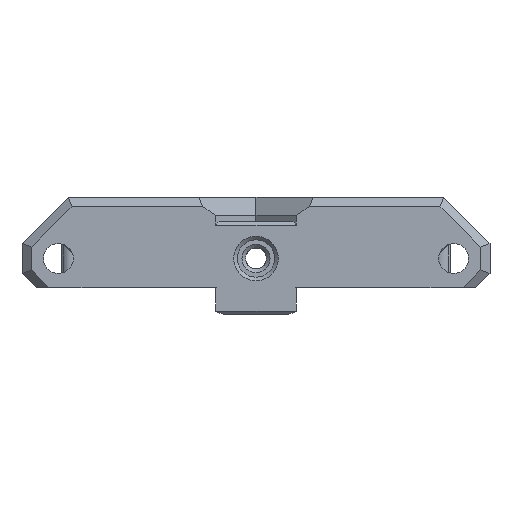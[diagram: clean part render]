
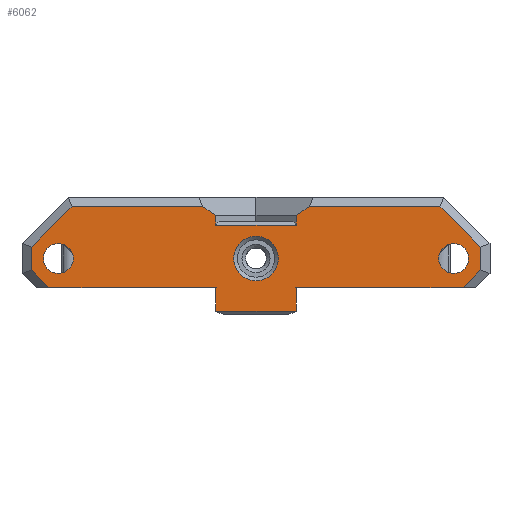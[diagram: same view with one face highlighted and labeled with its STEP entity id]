
A CAD part, front view. The second image highlights one B-rep face of the part: STEP entity #6062.
In plain terms, the highlighted planar face has unit normal (0, -1, 0).
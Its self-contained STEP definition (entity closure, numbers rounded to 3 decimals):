
#25=FACE_BOUND('',#972,.T.);
#26=FACE_BOUND('',#973,.T.);
#27=FACE_BOUND('',#974,.T.);
#85=PLANE('',#6479);
#418=CIRCLE('',#6477,2.45);
#420=CIRCLE('',#6480,1.65);
#421=CIRCLE('',#6481,1.65);
#618=FACE_OUTER_BOUND('',#971,.T.);
#971=EDGE_LOOP('',(#4686,#4687,#4688,#4689,#4690,#4691,#4692,#4693,#4694,
#4695,#4696,#4697,#4698,#4699,#4700,#4701,#4702,#4703));
#972=EDGE_LOOP('',(#4704));
#973=EDGE_LOOP('',(#4705));
#974=EDGE_LOOP('',(#4706));
#1434=LINE('',#9932,#2133);
#1437=LINE('',#9938,#2136);
#1480=LINE('',#10062,#2179);
#1481=LINE('',#10064,#2180);
#1482=LINE('',#10066,#2181);
#1483=LINE('',#10068,#2182);
#1484=LINE('',#10070,#2183);
#1485=LINE('',#10072,#2184);
#1486=LINE('',#10074,#2185);
#1487=LINE('',#10075,#2186);
#1488=LINE('',#10077,#2187);
#1489=LINE('',#10079,#2188);
#1490=LINE('',#10080,#2189);
#1491=LINE('',#10082,#2190);
#1492=LINE('',#10084,#2191);
#1493=LINE('',#10086,#2192);
#1494=LINE('',#10088,#2193);
#1495=LINE('',#10089,#2194);
#2133=VECTOR('',#7175,10.);
#2136=VECTOR('',#7178,10.);
#2179=VECTOR('',#7293,10.);
#2180=VECTOR('',#7294,10.);
#2181=VECTOR('',#7295,10.);
#2182=VECTOR('',#7296,10.);
#2183=VECTOR('',#7297,10.);
#2184=VECTOR('',#7298,10.);
#2185=VECTOR('',#7299,10.);
#2186=VECTOR('',#7300,10.);
#2187=VECTOR('',#7301,10.);
#2188=VECTOR('',#7302,10.);
#2189=VECTOR('',#7303,10.);
#2190=VECTOR('',#7304,10.);
#2191=VECTOR('',#7305,10.);
#2192=VECTOR('',#7306,10.);
#2193=VECTOR('',#7307,10.);
#2194=VECTOR('',#7308,10.);
#2879=VERTEX_POINT('',#9929);
#2880=VERTEX_POINT('',#9931);
#2882=VERTEX_POINT('',#9935);
#2883=VERTEX_POINT('',#9937);
#2917=VERTEX_POINT('',#10054);
#2919=VERTEX_POINT('',#10060);
#2920=VERTEX_POINT('',#10061);
#2921=VERTEX_POINT('',#10063);
#2922=VERTEX_POINT('',#10065);
#2923=VERTEX_POINT('',#10067);
#2924=VERTEX_POINT('',#10069);
#2925=VERTEX_POINT('',#10071);
#2926=VERTEX_POINT('',#10073);
#2927=VERTEX_POINT('',#10076);
#2928=VERTEX_POINT('',#10078);
#2929=VERTEX_POINT('',#10081);
#2930=VERTEX_POINT('',#10083);
#2931=VERTEX_POINT('',#10085);
#2932=VERTEX_POINT('',#10087);
#2933=VERTEX_POINT('',#10090);
#2934=VERTEX_POINT('',#10092);
#3512=EDGE_CURVE('',#2879,#2880,#1434,.T.);
#3515=EDGE_CURVE('',#2882,#2883,#1437,.T.);
#3569=EDGE_CURVE('',#2917,#2917,#418,.T.);
#3572=EDGE_CURVE('',#2919,#2920,#1480,.T.);
#3573=EDGE_CURVE('',#2921,#2919,#1481,.T.);
#3574=EDGE_CURVE('',#2921,#2922,#1482,.T.);
#3575=EDGE_CURVE('',#2923,#2922,#1483,.T.);
#3576=EDGE_CURVE('',#2924,#2923,#1484,.T.);
#3577=EDGE_CURVE('',#2925,#2924,#1485,.T.);
#3578=EDGE_CURVE('',#2926,#2925,#1486,.T.);
#3579=EDGE_CURVE('',#2883,#2926,#1487,.T.);
#3580=EDGE_CURVE('',#2882,#2927,#1488,.T.);
#3581=EDGE_CURVE('',#2928,#2927,#1489,.T.);
#3582=EDGE_CURVE('',#2880,#2928,#1490,.T.);
#3583=EDGE_CURVE('',#2929,#2879,#1491,.T.);
#3584=EDGE_CURVE('',#2930,#2929,#1492,.T.);
#3585=EDGE_CURVE('',#2931,#2930,#1493,.T.);
#3586=EDGE_CURVE('',#2932,#2931,#1494,.T.);
#3587=EDGE_CURVE('',#2920,#2932,#1495,.T.);
#3588=EDGE_CURVE('',#2933,#2933,#420,.T.);
#3589=EDGE_CURVE('',#2934,#2934,#421,.T.);
#4686=ORIENTED_EDGE('',*,*,#3572,.F.);
#4687=ORIENTED_EDGE('',*,*,#3573,.F.);
#4688=ORIENTED_EDGE('',*,*,#3574,.T.);
#4689=ORIENTED_EDGE('',*,*,#3575,.F.);
#4690=ORIENTED_EDGE('',*,*,#3576,.F.);
#4691=ORIENTED_EDGE('',*,*,#3577,.F.);
#4692=ORIENTED_EDGE('',*,*,#3578,.F.);
#4693=ORIENTED_EDGE('',*,*,#3579,.F.);
#4694=ORIENTED_EDGE('',*,*,#3515,.F.);
#4695=ORIENTED_EDGE('',*,*,#3580,.T.);
#4696=ORIENTED_EDGE('',*,*,#3581,.F.);
#4697=ORIENTED_EDGE('',*,*,#3582,.F.);
#4698=ORIENTED_EDGE('',*,*,#3512,.F.);
#4699=ORIENTED_EDGE('',*,*,#3583,.F.);
#4700=ORIENTED_EDGE('',*,*,#3584,.F.);
#4701=ORIENTED_EDGE('',*,*,#3585,.F.);
#4702=ORIENTED_EDGE('',*,*,#3586,.F.);
#4703=ORIENTED_EDGE('',*,*,#3587,.F.);
#4704=ORIENTED_EDGE('',*,*,#3588,.T.);
#4705=ORIENTED_EDGE('',*,*,#3589,.T.);
#4706=ORIENTED_EDGE('',*,*,#3569,.F.);
#6062=ADVANCED_FACE('',(#618,#25,#26,#27),#85,.T.);
#6477=AXIS2_PLACEMENT_3D('',#10055,#7286,#7287);
#6479=AXIS2_PLACEMENT_3D('',#10059,#7291,#7292);
#6480=AXIS2_PLACEMENT_3D('',#10091,#7309,#7310);
#6481=AXIS2_PLACEMENT_3D('',#10093,#7311,#7312);
#7175=DIRECTION('',(-1.,0.,0.));
#7178=DIRECTION('',(-1.,0.,0.));
#7286=DIRECTION('center_axis',(0.,-1.,0.));
#7287=DIRECTION('ref_axis',(1.,0.,0.));
#7291=DIRECTION('center_axis',(0.,-1.,0.));
#7292=DIRECTION('ref_axis',(1.,0.,0.));
#7293=DIRECTION('',(0.,0.,1.));
#7294=DIRECTION('',(1.,0.,0.));
#7295=DIRECTION('',(0.,0.,1.));
#7296=DIRECTION('',(0.816,0.,-0.577));
#7297=DIRECTION('',(1.,0.,0.));
#7298=DIRECTION('',(0.707,0.,0.707));
#7299=DIRECTION('',(0.,0.,1.));
#7300=DIRECTION('',(-0.707,0.,0.707));
#7301=DIRECTION('',(0.,0.,-1.));
#7302=DIRECTION('',(-1.,0.,0.));
#7303=DIRECTION('',(0.,0.,-1.));
#7304=DIRECTION('',(-0.707,0.,-0.707));
#7305=DIRECTION('',(0.,0.,-1.));
#7306=DIRECTION('',(0.707,0.,-0.707));
#7307=DIRECTION('',(1.,0.,0.));
#7308=DIRECTION('',(0.816,0.,0.577));
#7309=DIRECTION('center_axis',(0.,1.,0.));
#7310=DIRECTION('ref_axis',(1.,0.,0.));
#7311=DIRECTION('center_axis',(0.,1.,0.));
#7312=DIRECTION('ref_axis',(1.,0.,0.));
#9929=CARTESIAN_POINT('',(22.793,-31.825,2.4));
#9931=CARTESIAN_POINT('',(4.454,-31.825,2.4));
#9932=CARTESIAN_POINT('',(1.114,-31.825,2.4));
#9935=CARTESIAN_POINT('',(-4.454,-31.825,2.4));
#9937=CARTESIAN_POINT('',(-22.793,-31.825,2.4));
#9938=CARTESIAN_POINT('',(1.114,-31.825,2.4));
#10054=CARTESIAN_POINT('',(-2.45,-31.825,5.6));
#10055=CARTESIAN_POINT('Origin',(0.,-31.825,
5.6));
#10059=CARTESIAN_POINT('Origin',(-14.396,-31.825,9.85));
#10060=CARTESIAN_POINT('',(4.454,-31.825,9.25));
#10061=CARTESIAN_POINT('',(4.454,-31.825,10.35));
#10062=CARTESIAN_POINT('',(4.454,-31.825,9.85));
#10063=CARTESIAN_POINT('',(-4.454,-31.825,9.25));
#10064=CARTESIAN_POINT('',(-7.198,-31.825,9.25));
#10065=CARTESIAN_POINT('',(-4.454,-31.825,10.35));
#10066=CARTESIAN_POINT('',(-4.454,-31.825,9.85));
#10067=CARTESIAN_POINT('',(-5.869,-31.825,11.35));
#10068=CARTESIAN_POINT('',(-5.924,-31.825,11.389));
#10069=CARTESIAN_POINT('',(-20.243,-31.825,11.35));
#10070=CARTESIAN_POINT('',(-7.198,-31.825,11.35));
#10071=CARTESIAN_POINT('',(-24.75,-31.825,6.843));
#10072=CARTESIAN_POINT('',(-19.393,-31.825,12.199));
#10073=CARTESIAN_POINT('',(-24.75,-31.825,4.357));
#10074=CARTESIAN_POINT('',(-24.75,-31.825,6.897));
#10075=CARTESIAN_POINT('',(-22.909,-31.825,2.517));
#10076=CARTESIAN_POINT('',(-4.454,-31.825,-0.2));
#10077=CARTESIAN_POINT('',(-4.454,-31.825,2.4));
#10078=CARTESIAN_POINT('',(4.454,-31.825,-0.2));
#10079=CARTESIAN_POINT('',(-7.198,-31.825,-0.2));
#10080=CARTESIAN_POINT('',(4.454,-31.825,2.4));
#10081=CARTESIAN_POINT('',(24.75,-31.825,4.357));
#10082=CARTESIAN_POINT('',(21.196,-31.825,0.803));
#10083=CARTESIAN_POINT('',(24.75,-31.825,6.843));
#10084=CARTESIAN_POINT('',(24.75,-31.825,8.553));
#10085=CARTESIAN_POINT('',(20.243,-31.825,11.35));
#10086=CARTESIAN_POINT('',(16.524,-31.825,15.068));
#10087=CARTESIAN_POINT('',(5.869,-31.825,11.35));
#10088=CARTESIAN_POINT('',(2.227,-31.825,11.35));
#10089=CARTESIAN_POINT('',(1.868,-31.825,8.521));
#10090=CARTESIAN_POINT('',(-23.4,-31.825,5.6));
#10091=CARTESIAN_POINT('Origin',(-21.75,-31.825,5.6));
#10092=CARTESIAN_POINT('',(20.1,-31.825,5.6));
#10093=CARTESIAN_POINT('Origin',(21.75,-31.825,5.6));
